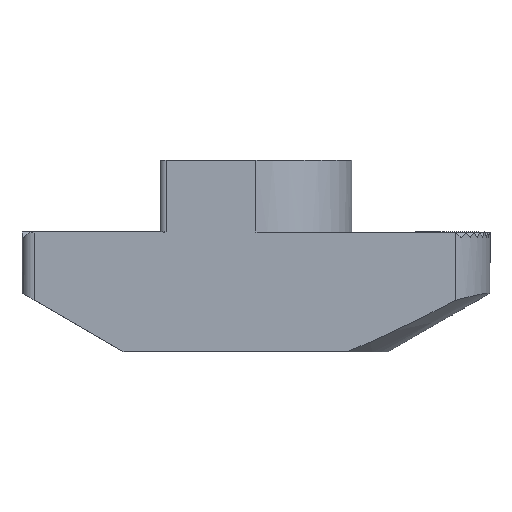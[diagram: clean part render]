
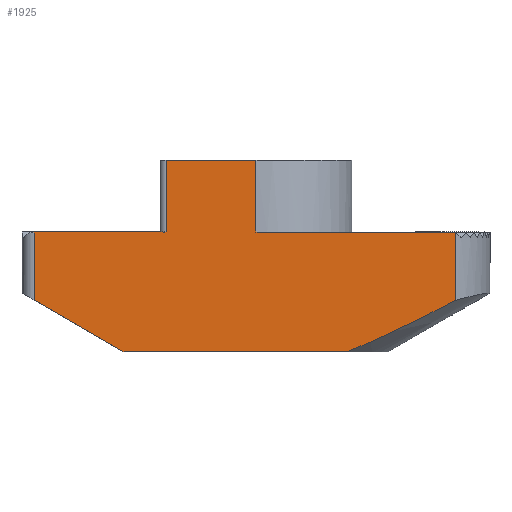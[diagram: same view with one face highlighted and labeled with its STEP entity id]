
A CAD part, front view. The second image highlights one B-rep face of the part: STEP entity #1925.
In plain terms, the highlighted planar face has unit normal (0, -1, 0).
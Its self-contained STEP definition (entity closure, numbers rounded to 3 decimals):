
#42 = CARTESIAN_POINT ( 'NONE',  ( -4., -4., 5. ) ) ;
#53 = EDGE_CURVE ( 'NONE', #1332, #744, #492, .T. ) ;
#114 = EDGE_CURVE ( 'NONE', #979, #361, #1065, .T. ) ;
#159 = ORIENTED_EDGE ( 'NONE', *, *, #53, .F. ) ;
#184 = EDGE_LOOP ( 'NONE', ( #447, #714, #2088, #566, #2494, #1219, #705, #159, #1275, #917, #1251 ) ) ;
#188 = VECTOR ( 'NONE', #2812, 1000. ) ;
#191 = VECTOR ( 'NONE', #2154, 1000. ) ;
#204 = CARTESIAN_POINT ( 'NONE',  ( 0., -4., 5. ) ) ;
#208 = CARTESIAN_POINT ( 'NONE',  ( -5.5, -4., 0. ) ) ;
#304 = EDGE_CURVE ( 'NONE', #1874, #2525, #1705, .T. ) ;
#313 = CARTESIAN_POINT ( 'NONE',  ( -5.5, -4., 0. ) ) ;
#325 = VECTOR ( 'NONE', #1603, 1000. ) ;
#361 = VERTEX_POINT ( 'NONE', #1487 ) ;
#392 = VERTEX_POINT ( 'NONE', #1754 ) ;
#404 = DIRECTION ( 'NONE',  ( 0., 0., -1. ) ) ;
#429 = CARTESIAN_POINT ( 'NONE',  ( 7.576, -4., 1.768 ) ) ;
#431 = EDGE_CURVE ( 'NONE', #1288, #1332, #1565, .T. ) ;
#447 = ORIENTED_EDGE ( 'NONE', *, *, #304, .F. ) ;
#449 = CARTESIAN_POINT ( 'NONE',  ( 8.321, -4., 5. ) ) ;
#455 = VECTOR ( 'NONE', #404, 1000. ) ;
#480 = VECTOR ( 'NONE', #2598, 1000. ) ;
#492 = LINE ( 'NONE', #1176, #700 ) ;
#501 = DIRECTION ( 'NONE',  ( 1., 0., 0. ) ) ;
#516 = DIRECTION ( 'NONE',  ( 1., 0., 0. ) ) ;
#564 = LINE ( 'NONE', #1578, #2326 ) ;
#566 = ORIENTED_EDGE ( 'NONE', *, *, #114, .F. ) ;
#623 = EDGE_CURVE ( 'NONE', #1688, #1874, #2346, .T. ) ;
#649 = DIRECTION ( 'NONE',  ( 1., 0., 0. ) ) ;
#684 = CARTESIAN_POINT ( 'NONE',  ( -3.75, -4., 5. ) ) ;
#699 = LINE ( 'NONE', #1407, #846 ) ;
#700 = VECTOR ( 'NONE', #516, 1000. ) ;
#705 = ORIENTED_EDGE ( 'NONE', *, *, #2230, .F. ) ;
#714 = ORIENTED_EDGE ( 'NONE', *, *, #623, .F. ) ;
#744 = VERTEX_POINT ( 'NONE', #2763 ) ;
#773 = EDGE_CURVE ( 'NONE', #2525, #2264, #2499, .T. ) ;
#803 = CARTESIAN_POINT ( 'NONE',  ( 8.321, -4., 2.155 ) ) ;
#811 = CARTESIAN_POINT ( 'NONE',  ( -3.75, -4., 5. ) ) ;
#846 = VECTOR ( 'NONE', #501, 1000. ) ;
#917 = ORIENTED_EDGE ( 'NONE', *, *, #2211, .F. ) ;
#935 = AXIS2_PLACEMENT_3D ( 'NONE', #449, #2057, #2751 ) ;
#966 = EDGE_CURVE ( 'NONE', #2741, #392, #1025, .T. ) ;
#974 = CARTESIAN_POINT ( 'NONE',  ( 5.318, -4., 0.659 ) ) ;
#979 = VERTEX_POINT ( 'NONE', #803 ) ;
#1025 = LINE ( 'NONE', #2362, #480 ) ;
#1065 = B_SPLINE_CURVE_WITH_KNOTS ( 'NONE', 3,
 ( #2282, #429, #2037, #974, #2386, #2076 ),
 .UNSPECIFIED., .F., .F.,
 ( 4, 2, 4 ),
 ( 0., 0.003, 0.005 ),
 .UNSPECIFIED. ) ;
#1137 = LINE ( 'NONE', #2706, #455 ) ;
#1176 = CARTESIAN_POINT ( 'NONE',  ( 0., -4., 8. ) ) ;
#1219 = ORIENTED_EDGE ( 'NONE', *, *, #966, .F. ) ;
#1251 = ORIENTED_EDGE ( 'NONE', *, *, #773, .F. ) ;
#1275 = ORIENTED_EDGE ( 'NONE', *, *, #431, .F. ) ;
#1288 = VERTEX_POINT ( 'NONE', #684 ) ;
#1319 = VECTOR ( 'NONE', #1649, 1000. ) ;
#1332 = VERTEX_POINT ( 'NONE', #1873 ) ;
#1407 = CARTESIAN_POINT ( 'NONE',  ( -4.75, -4., 0. ) ) ;
#1487 = CARTESIAN_POINT ( 'NONE',  ( 3.775, -4., 0. ) ) ;
#1565 = LINE ( 'NONE', #811, #2026 ) ;
#1578 = CARTESIAN_POINT ( 'NONE',  ( 8.321, -4., 5. ) ) ;
#1583 = CARTESIAN_POINT ( 'NONE',  ( -9.25, -4., 2.165 ) ) ;
#1603 = DIRECTION ( 'NONE',  ( -0.866, 0., 0.5 ) ) ;
#1649 = DIRECTION ( 'NONE',  ( 0., 0., -1. ) ) ;
#1688 = VERTEX_POINT ( 'NONE', #313 ) ;
#1705 = LINE ( 'NONE', #2431, #191 ) ;
#1723 = LINE ( 'NONE', #2333, #1319 ) ;
#1754 = CARTESIAN_POINT ( 'NONE',  ( 8.321, -4., 5. ) ) ;
#1820 = PLANE ( 'NONE',  #935 ) ;
#1873 = CARTESIAN_POINT ( 'NONE',  ( -3.75, -4., 8. ) ) ;
#1874 = VERTEX_POINT ( 'NONE', #1583 ) ;
#1925 = ADVANCED_FACE ( 'NONE', ( #2477 ), #1820, .F. ) ;
#1991 = DIRECTION ( 'NONE',  ( 0., 0., 1. ) ) ;
#2026 = VECTOR ( 'NONE', #1991, 1000. ) ;
#2037 = CARTESIAN_POINT ( 'NONE',  ( 6.829, -4., 1.387 ) ) ;
#2057 = DIRECTION ( 'NONE',  ( 0., 1., 0. ) ) ;
#2076 = CARTESIAN_POINT ( 'NONE',  ( 3.775, -4., 0. ) ) ;
#2088 = ORIENTED_EDGE ( 'NONE', *, *, #2317, .T. ) ;
#2154 = DIRECTION ( 'NONE',  ( 0., 0., 1. ) ) ;
#2211 = EDGE_CURVE ( 'NONE', #2264, #1288, #564, .T. ) ;
#2230 = EDGE_CURVE ( 'NONE', #744, #2741, #1723, .T. ) ;
#2264 = VERTEX_POINT ( 'NONE', #42 ) ;
#2282 = CARTESIAN_POINT ( 'NONE',  ( 8.321, -4., 2.155 ) ) ;
#2317 = EDGE_CURVE ( 'NONE', #1688, #361, #699, .T. ) ;
#2326 = VECTOR ( 'NONE', #649, 1000. ) ;
#2333 = CARTESIAN_POINT ( 'NONE',  ( 0., -4., 5. ) ) ;
#2346 = LINE ( 'NONE', #208, #325 ) ;
#2362 = CARTESIAN_POINT ( 'NONE',  ( 8.321, -4., 5. ) ) ;
#2386 = CARTESIAN_POINT ( 'NONE',  ( 4.556, -4., 0.31 ) ) ;
#2420 = CARTESIAN_POINT ( 'NONE',  ( -9.25, -4., 5. ) ) ;
#2431 = CARTESIAN_POINT ( 'NONE',  ( -9.25, -4., 5. ) ) ;
#2477 = FACE_OUTER_BOUND ( 'NONE', #184, .T. ) ;
#2494 = ORIENTED_EDGE ( 'NONE', *, *, #2585, .F. ) ;
#2499 = LINE ( 'NONE', #2803, #188 ) ;
#2525 = VERTEX_POINT ( 'NONE', #2420 ) ;
#2585 = EDGE_CURVE ( 'NONE', #392, #979, #1137, .T. ) ;
#2598 = DIRECTION ( 'NONE',  ( 1., 0., 0. ) ) ;
#2706 = CARTESIAN_POINT ( 'NONE',  ( 8.321, -4., 5. ) ) ;
#2741 = VERTEX_POINT ( 'NONE', #204 ) ;
#2751 = DIRECTION ( 'NONE',  ( -1., 0., 0. ) ) ;
#2763 = CARTESIAN_POINT ( 'NONE',  ( 0., -4., 8. ) ) ;
#2803 = CARTESIAN_POINT ( 'NONE',  ( 8.321, -4., 5. ) ) ;
#2812 = DIRECTION ( 'NONE',  ( 1., 0., 0. ) ) ;
